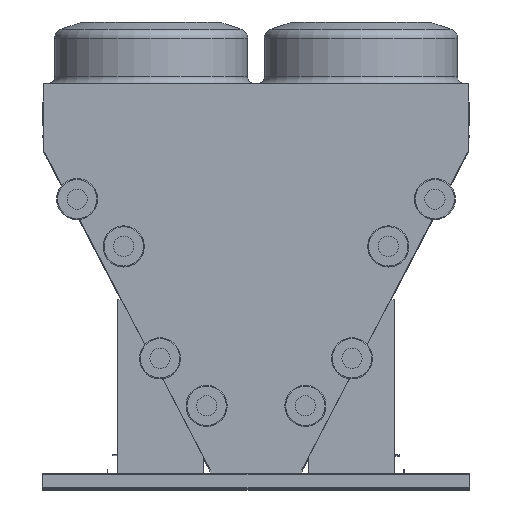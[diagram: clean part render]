
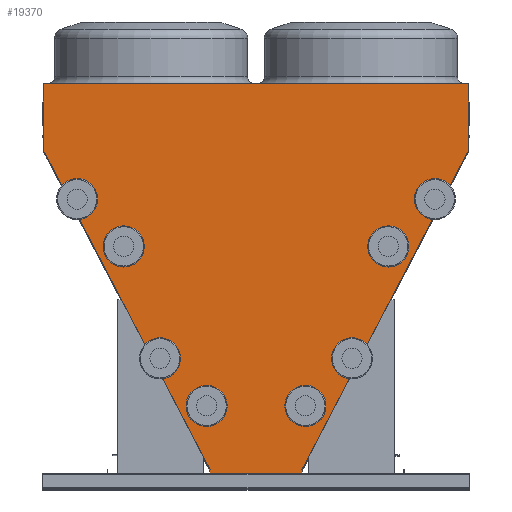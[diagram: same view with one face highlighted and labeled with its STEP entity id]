
A CAD part, top view. The second image highlights one B-rep face of the part: STEP entity #19370.
In plain terms, the highlighted planar face has unit normal (0, 0, 1).
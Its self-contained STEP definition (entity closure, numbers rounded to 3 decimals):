
#76 = ORIENTED_EDGE ( 'NONE', *, *, #1502, .T. ) ;
#299 = CARTESIAN_POINT ( 'NONE',  ( -1127.739, 1711.053, 0. ) ) ;
#442 = CARTESIAN_POINT ( 'NONE',  ( 279.893, 1.482, 0. ) ) ;
#578 = CARTESIAN_POINT ( 'NONE',  ( -1136.282, 2083.62, 0. ) ) ;
#653 = ORIENTED_EDGE ( 'NONE', *, *, #3137, .T. ) ;
#843 = CARTESIAN_POINT ( 'NONE',  ( -1136.282, 1727.462, 0. ) ) ;
#1011 = DIRECTION ( 'NONE',  ( -0.461, -0.887, 0. ) ) ;
#1264 = VECTOR ( 'NONE', #8404, 1000. ) ;
#1282 = CARTESIAN_POINT ( 'NONE',  ( 1136.15, 1727.462, 0. ) ) ;
#1401 = VERTEX_POINT ( 'NONE', #6468 ) ;
#1502 = EDGE_CURVE ( 'NONE', #6918, #7965, #11668, .T. ) ;
#1592 = EDGE_CURVE ( 'NONE', #10746, #2464, #12918, .T. ) ;
#1846 = ORIENTED_EDGE ( 'NONE', *, *, #14451, .T. ) ;
#2019 = DIRECTION ( 'NONE',  ( 1., 0., 0. ) ) ;
#2038 = CARTESIAN_POINT ( 'NONE',  ( 279.893, 1.482, 0. ) ) ;
#2180 = VERTEX_POINT ( 'NONE', #11831 ) ;
#2189 = DIRECTION ( 'NONE',  ( 0., 1., 0. ) ) ;
#2285 = CARTESIAN_POINT ( 'NONE',  ( -246.893, 17.358, 0. ) ) ;
#2349 = VECTOR ( 'NONE', #1011, 1000. ) ;
#2443 = VERTEX_POINT ( 'NONE', #20463 ) ;
#2464 = VERTEX_POINT ( 'NONE', #10905 ) ;
#3125 = CARTESIAN_POINT ( 'NONE',  ( 0., 0., 0. ) ) ;
#3137 = EDGE_CURVE ( 'NONE', #19318, #19344, #10839, .T. ) ;
#3235 = VERTEX_POINT ( 'NONE', #13197 ) ;
#3255 = ORIENTED_EDGE ( 'NONE', *, *, #6007, .T. ) ;
#3391 = ORIENTED_EDGE ( 'NONE', *, *, #14966, .T. ) ;
#3469 = EDGE_CURVE ( 'NONE', #3235, #2443, #5141, .T. ) ;
#3571 = VECTOR ( 'NONE', #7250, 1000. ) ;
#3952 = EDGE_CURVE ( 'NONE', #6369, #19318, #17343, .T. ) ;
#4122 = LINE ( 'NONE', #20209, #3571 ) ;
#4178 = CARTESIAN_POINT ( 'NONE',  ( 279.893, 0., 0. ) ) ;
#4704 = LINE ( 'NONE', #13607, #10132 ) ;
#4833 = DIRECTION ( 'NONE',  ( 0., 0., -1. ) ) ;
#5141 = LINE ( 'NONE', #2285, #13850 ) ;
#5148 = ORIENTED_EDGE ( 'NONE', *, *, #15428, .T. ) ;
#5744 = VECTOR ( 'NONE', #11934, 1000. ) ;
#5870 = ORIENTED_EDGE ( 'NONE', *, *, #10658, .T. ) ;
#6007 = EDGE_CURVE ( 'NONE', #11538, #2180, #13735, .T. ) ;
#6212 = LINE ( 'NONE', #10336, #18138 ) ;
#6268 = DIRECTION ( 'NONE',  ( 0.462, 0.887, 0. ) ) ;
#6369 = VERTEX_POINT ( 'NONE', #8086 ) ;
#6468 = CARTESIAN_POINT ( 'NONE',  ( -1126.246, 1711.83, 0. ) ) ;
#6645 = ORIENTED_EDGE ( 'NONE', *, *, #13440, .T. ) ;
#6679 = CARTESIAN_POINT ( 'NONE',  ( -1136.282, 2083.62, 0. ) ) ;
#6918 = VERTEX_POINT ( 'NONE', #20790 ) ;
#6983 = ORIENTED_EDGE ( 'NONE', *, *, #13937, .T. ) ;
#7250 = DIRECTION ( 'NONE',  ( 0.887, 0.462, 0. ) ) ;
#7405 = DIRECTION ( 'NONE',  ( 0., -1., 0. ) ) ;
#7569 = LINE ( 'NONE', #15559, #20989 ) ;
#7731 = ORIENTED_EDGE ( 'NONE', *, *, #9805, .T. ) ;
#7965 = VERTEX_POINT ( 'NONE', #578 ) ;
#8004 = PLANE ( 'NONE',  #18273 ) ;
#8086 = CARTESIAN_POINT ( 'NONE',  ( 1126.218, 1711.776, 0. ) ) ;
#8403 = VECTOR ( 'NONE', #2189, 1000. ) ;
#8404 = DIRECTION ( 'NONE',  ( -1., 0., 0. ) ) ;
#8568 = CARTESIAN_POINT ( 'NONE',  ( -245.403, 20.223, 0. ) ) ;
#8634 = CARTESIAN_POINT ( 'NONE',  ( -279.893, 1.482, 0. ) ) ;
#8963 = VERTEX_POINT ( 'NONE', #16511 ) ;
#9042 = CARTESIAN_POINT ( 'NONE',  ( 279.893, 0., 0. ) ) ;
#9044 = FACE_OUTER_BOUND ( 'NONE', #13874, .T. ) ;
#9315 = DIRECTION ( 'NONE',  ( 0., 1., 0. ) ) ;
#9414 = VECTOR ( 'NONE', #11982, 1000. ) ;
#9689 = CARTESIAN_POINT ( 'NONE',  ( -245.403, 20.223, 0. ) ) ;
#9805 = EDGE_CURVE ( 'NONE', #2464, #1401, #4122, .T. ) ;
#10132 = VECTOR ( 'NONE', #18456, 1000. ) ;
#10336 = CARTESIAN_POINT ( 'NONE',  ( 279.893, 0., 0. ) ) ;
#10467 = LINE ( 'NONE', #9689, #18518 ) ;
#10623 = DIRECTION ( 'NONE',  ( 0.462, 0.887, 0. ) ) ;
#10645 = LINE ( 'NONE', #13906, #18699 ) ;
#10658 = EDGE_CURVE ( 'NONE', #14310, #8963, #20061, .T. ) ;
#10746 = VERTEX_POINT ( 'NONE', #11391 ) ;
#10830 = DIRECTION ( 'NONE',  ( 0., -1., 0. ) ) ;
#10839 = LINE ( 'NONE', #14549, #18889 ) ;
#10905 = CARTESIAN_POINT ( 'NONE',  ( -1127.739, 1711.053, 0. ) ) ;
#11172 = CARTESIAN_POINT ( 'NONE',  ( 1127.607, 1711.053, 0. ) ) ;
#11181 = LINE ( 'NONE', #20682, #2349 ) ;
#11182 = CARTESIAN_POINT ( 'NONE',  ( 246.893, 17.358, 0. ) ) ;
#11391 = CARTESIAN_POINT ( 'NONE',  ( -1136.282, 1727.462, 0. ) ) ;
#11538 = VERTEX_POINT ( 'NONE', #442 ) ;
#11668 = LINE ( 'NONE', #6679, #1264 ) ;
#11831 = CARTESIAN_POINT ( 'NONE',  ( 246.893, 1.482, 0. ) ) ;
#11934 = DIRECTION ( 'NONE',  ( 0.462, -0.887, 0. ) ) ;
#11982 = DIRECTION ( 'NONE',  ( -1., 0., 0. ) ) ;
#12046 = EDGE_CURVE ( 'NONE', #19344, #6918, #17041, .T. ) ;
#12210 = DIRECTION ( 'NONE',  ( 0., -1., 0. ) ) ;
#12793 = ORIENTED_EDGE ( 'NONE', *, *, #12046, .T. ) ;
#12918 = LINE ( 'NONE', #299, #5744 ) ;
#13197 = CARTESIAN_POINT ( 'NONE',  ( -246.893, 17.358, 0. ) ) ;
#13392 = LINE ( 'NONE', #9042, #18159 ) ;
#13440 = EDGE_CURVE ( 'NONE', #17819, #3235, #11181, .T. ) ;
#13607 = CARTESIAN_POINT ( 'NONE',  ( -279.893, 1.482, 0. ) ) ;
#13735 = LINE ( 'NONE', #2038, #9414 ) ;
#13850 = VECTOR ( 'NONE', #12210, 1000. ) ;
#13874 = EDGE_LOOP ( 'NONE', ( #6983, #19422, #7731, #14806, #6645, #15404, #17376, #1846, #5148, #3391, #3255, #16821, #5870, #21162, #14695, #653, #12793, #76 ) ) ;
#13906 = CARTESIAN_POINT ( 'NONE',  ( -279.893, 0., 0. ) ) ;
#13937 = EDGE_CURVE ( 'NONE', #7965, #10746, #14941, .T. ) ;
#14092 = LINE ( 'NONE', #18998, #18868 ) ;
#14310 = VERTEX_POINT ( 'NONE', #18331 ) ;
#14316 = DIRECTION ( 'NONE',  ( 0.887, -0.462, 0. ) ) ;
#14451 = EDGE_CURVE ( 'NONE', #19568, #17128, #10645, .T. ) ;
#14549 = CARTESIAN_POINT ( 'NONE',  ( 1127.607, 1711.053, 0. ) ) ;
#14695 = ORIENTED_EDGE ( 'NONE', *, *, #3952, .T. ) ;
#14806 = ORIENTED_EDGE ( 'NONE', *, *, #16850, .T. ) ;
#14941 = LINE ( 'NONE', #843, #20213 ) ;
#14966 = EDGE_CURVE ( 'NONE', #17520, #11538, #13392, .T. ) ;
#15404 = ORIENTED_EDGE ( 'NONE', *, *, #3469, .T. ) ;
#15428 = EDGE_CURVE ( 'NONE', #17128, #17520, #6212, .T. ) ;
#15559 = CARTESIAN_POINT ( 'NONE',  ( 245.39, 20.232, 0. ) ) ;
#15818 = VECTOR ( 'NONE', #20802, 1000. ) ;
#15933 = CARTESIAN_POINT ( 'NONE',  ( 1127.607, 1711.053, 0. ) ) ;
#16244 = DIRECTION ( 'NONE',  ( -1., 0., 0. ) ) ;
#16511 = CARTESIAN_POINT ( 'NONE',  ( 245.39, 20.232, 0. ) ) ;
#16821 = ORIENTED_EDGE ( 'NONE', *, *, #20421, .T. ) ;
#16845 = VECTOR ( 'NONE', #14316, 1000. ) ;
#16850 = EDGE_CURVE ( 'NONE', #1401, #17819, #10467, .T. ) ;
#17041 = LINE ( 'NONE', #20117, #8403 ) ;
#17128 = VERTEX_POINT ( 'NONE', #20102 ) ;
#17343 = LINE ( 'NONE', #15933, #16845 ) ;
#17376 = ORIENTED_EDGE ( 'NONE', *, *, #18434, .T. ) ;
#17490 = EDGE_CURVE ( 'NONE', #8963, #6369, #7569, .T. ) ;
#17520 = VERTEX_POINT ( 'NONE', #4178 ) ;
#17819 = VERTEX_POINT ( 'NONE', #8568 ) ;
#18138 = VECTOR ( 'NONE', #2019, 1000. ) ;
#18159 = VECTOR ( 'NONE', #18734, 1000. ) ;
#18273 = AXIS2_PLACEMENT_3D ( 'NONE', #3125, #4833, #16244 ) ;
#18331 = CARTESIAN_POINT ( 'NONE',  ( 246.893, 17.358, 0. ) ) ;
#18434 = EDGE_CURVE ( 'NONE', #2443, #19568, #4704, .T. ) ;
#18456 = DIRECTION ( 'NONE',  ( -1., 0., 0. ) ) ;
#18518 = VECTOR ( 'NONE', #20962, 1000. ) ;
#18699 = VECTOR ( 'NONE', #7405, 1000. ) ;
#18734 = DIRECTION ( 'NONE',  ( 0., 1., 0. ) ) ;
#18868 = VECTOR ( 'NONE', #9315, 1000. ) ;
#18889 = VECTOR ( 'NONE', #6268, 1000. ) ;
#18998 = CARTESIAN_POINT ( 'NONE',  ( 246.893, 17.358, 0. ) ) ;
#19318 = VERTEX_POINT ( 'NONE', #11172 ) ;
#19344 = VERTEX_POINT ( 'NONE', #1282 ) ;
#19370 = ADVANCED_FACE ( 'NONE', ( #9044 ), #8004, .F. ) ;
#19422 = ORIENTED_EDGE ( 'NONE', *, *, #1592, .T. ) ;
#19568 = VERTEX_POINT ( 'NONE', #8634 ) ;
#20061 = LINE ( 'NONE', #11182, #15818 ) ;
#20102 = CARTESIAN_POINT ( 'NONE',  ( -279.893, 0., 0. ) ) ;
#20117 = CARTESIAN_POINT ( 'NONE',  ( 1136.15, 2083.62, 0. ) ) ;
#20209 = CARTESIAN_POINT ( 'NONE',  ( -1127.739, 1711.053, 0. ) ) ;
#20213 = VECTOR ( 'NONE', #10830, 1000. ) ;
#20421 = EDGE_CURVE ( 'NONE', #2180, #14310, #14092, .T. ) ;
#20463 = CARTESIAN_POINT ( 'NONE',  ( -246.893, 1.482, 0. ) ) ;
#20682 = CARTESIAN_POINT ( 'NONE',  ( -246.893, 17.358, 0. ) ) ;
#20790 = CARTESIAN_POINT ( 'NONE',  ( 1136.15, 2083.62, 0. ) ) ;
#20802 = DIRECTION ( 'NONE',  ( -0.463, 0.886, 0. ) ) ;
#20962 = DIRECTION ( 'NONE',  ( 0.462, -0.887, 0. ) ) ;
#20989 = VECTOR ( 'NONE', #10623, 1000. ) ;
#21162 = ORIENTED_EDGE ( 'NONE', *, *, #17490, .T. ) ;
